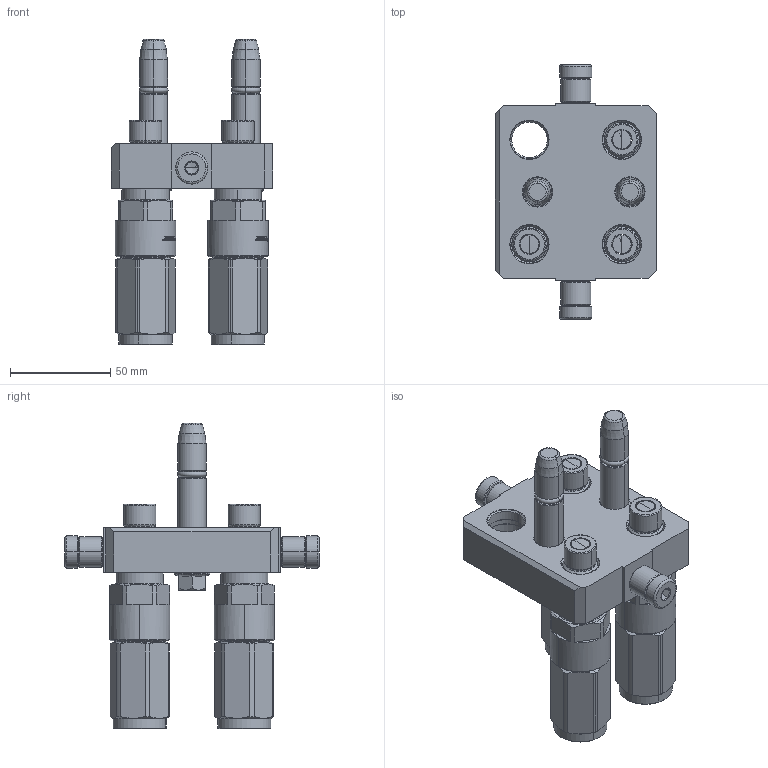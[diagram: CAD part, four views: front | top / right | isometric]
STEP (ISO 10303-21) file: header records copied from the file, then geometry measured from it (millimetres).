
FILE_DESCRIPTION (( 'STEP AP214' ), '1' );
FILE_NAME ('FASTER.step', '2021-11-18T12:37:16', ( '' ), ( '' ), 'SwSTEP 2.0', 'SolidWorks 2017', '' );
FILE_SCHEMA (( 'AUTOMOTIVE_DESIGN' ));
Length unit declared in the file: millimetre
Products named in the file (11): P404_M_BASE; 4830_021_0000_000; 3ffnp14_gas_ms; 4830_028_1000_011; or2_62x9_19_m; 4830_013_3000_030; 1540_080_0008_000; 4820_010_1000_000; et002; FASTER
Assembly tree (17 placements, depth 3):
  FASTER
    P404_M_BASE
      4820_010_1000_000
      4830_021_0000_000  x2
      1540_080_0008_000  x2
      4830_013_3000_030  x2
      or2_62x9_19_m  x2
      4830_028_1000_011  x2
    3ffnp14_gas_ms  x3
      3ffnp14_gas_ms
    et002
Bounding box: 80.3 x 126.6 x 151.9 mm (x, y, z)
Volume: 2873.9 mm3; surface area: 82840.1 mm2
Topology: 5 solids, 39 shells, 1819 faces, 5498 edges, 3652 vertices
Faces by surface type: plane 1090, cylinder 284, cone 268, torus 106, bspline 71
Entity records: 46044 total; most frequent: CARTESIAN_POINT 11912, ORIENTED_EDGE 6439, DIRECTION 5988, EDGE_CURVE 3420, LINE 2456, VECTOR 2456, VERTEX_POINT 2256, AXIS2_PLACEMENT_3D 1766
